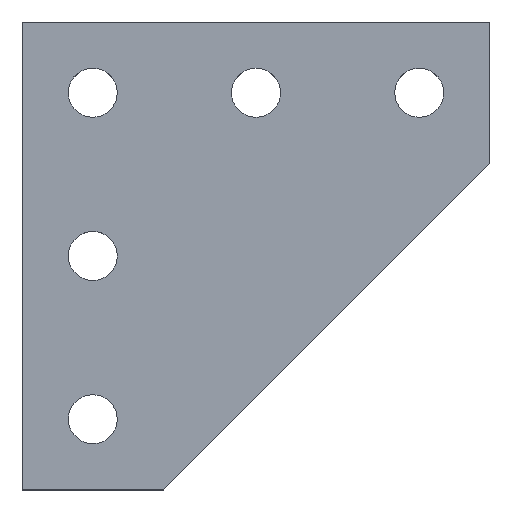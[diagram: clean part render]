
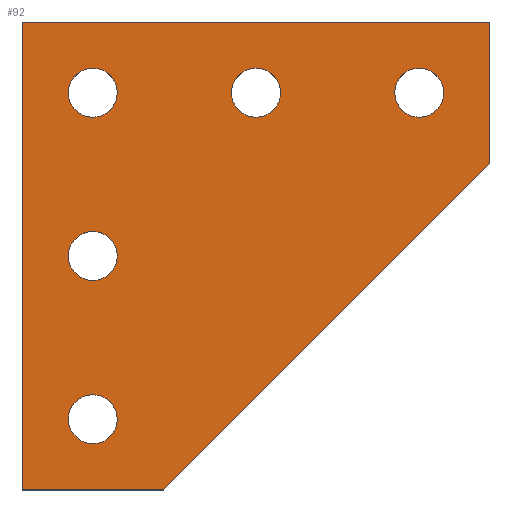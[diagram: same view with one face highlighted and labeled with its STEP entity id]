
A CAD part, top view. The second image highlights one B-rep face of the part: STEP entity #92.
In plain terms, the highlighted planar face has unit normal (0, 0, 1).
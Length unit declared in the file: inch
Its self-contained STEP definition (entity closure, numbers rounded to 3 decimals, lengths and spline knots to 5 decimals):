
#92=ADVANCED_FACE('',(#176,#177,#178,#179,#180,#181),#182,.T.);
#176=FACE_BOUND('',#270,.T.);
#177=FACE_BOUND('',#271,.T.);
#178=FACE_BOUND('',#272,.T.);
#179=FACE_BOUND('',#273,.T.);
#180=FACE_BOUND('',#274,.T.);
#181=FACE_OUTER_BOUND('',#275,.T.);
#182=PLANE('',#276);
#270=EDGE_LOOP('',(#424,#425));
#271=EDGE_LOOP('',(#426,#427));
#272=EDGE_LOOP('',(#428,#429));
#273=EDGE_LOOP('',(#430,#431));
#274=EDGE_LOOP('',(#432,#433));
#275=EDGE_LOOP('',(#434,#435,#436,#437,#438));
#276=AXIS2_PLACEMENT_3D('',#439,#440,#441);
#424=ORIENTED_EDGE('',*,*,#469,.F.);
#425=ORIENTED_EDGE('',*,*,#522,.F.);
#426=ORIENTED_EDGE('',*,*,#484,.F.);
#427=ORIENTED_EDGE('',*,*,#520,.F.);
#428=ORIENTED_EDGE('',*,*,#510,.F.);
#429=ORIENTED_EDGE('',*,*,#506,.F.);
#430=ORIENTED_EDGE('',*,*,#508,.F.);
#431=ORIENTED_EDGE('',*,*,#476,.F.);
#432=ORIENTED_EDGE('',*,*,#518,.F.);
#433=ORIENTED_EDGE('',*,*,#516,.F.);
#434=ORIENTED_EDGE('',*,*,#478,.F.);
#435=ORIENTED_EDGE('',*,*,#523,.F.);
#436=ORIENTED_EDGE('',*,*,#524,.F.);
#437=ORIENTED_EDGE('',*,*,#500,.F.);
#438=ORIENTED_EDGE('',*,*,#512,.F.);
#439=CARTESIAN_POINT('',(2.23079,-2.23079,0.25));
#440=DIRECTION('',(0.0,0.0,1.0));
#441=DIRECTION('',(1.0,0.0,0.0));
#469=EDGE_CURVE('',#532,#534,#535,.T.);
#476=EDGE_CURVE('',#545,#541,#547,.T.);
#478=EDGE_CURVE('',#549,#550,#551,.T.);
#484=EDGE_CURVE('',#559,#561,#562,.T.);
#500=EDGE_CURVE('',#586,#587,#588,.T.);
#506=EDGE_CURVE('',#594,#592,#596,.T.);
#508=EDGE_CURVE('',#541,#545,#598,.T.);
#510=EDGE_CURVE('',#592,#594,#600,.T.);
#512=EDGE_CURVE('',#550,#586,#602,.T.);
#516=EDGE_CURVE('',#606,#604,#608,.T.);
#518=EDGE_CURVE('',#604,#606,#610,.T.);
#520=EDGE_CURVE('',#561,#559,#612,.T.);
#522=EDGE_CURVE('',#534,#532,#614,.T.);
#523=EDGE_CURVE('',#615,#549,#616,.T.);
#524=EDGE_CURVE('',#587,#615,#617,.T.);
#532=VERTEX_POINT('',#625);
#534=VERTEX_POINT('',#628);
#535=CIRCLE('',#629,0.28125);
#541=VERTEX_POINT('',#636);
#545=VERTEX_POINT('',#641);
#547=CIRCLE('',#644,0.28125);
#549=VERTEX_POINT('',#646);
#550=VERTEX_POINT('',#647);
#551=LINE('',#648,#649);
#559=VERTEX_POINT('',#660);
#561=VERTEX_POINT('',#663);
#562=CIRCLE('',#664,0.28125);
#586=VERTEX_POINT('',#693);
#587=VERTEX_POINT('',#694);
#588=LINE('',#695,#696);
#592=VERTEX_POINT('',#702);
#594=VERTEX_POINT('',#705);
#596=CIRCLE('',#708,0.28125);
#598=CIRCLE('',#710,0.28125);
#600=CIRCLE('',#712,0.28125);
#602=LINE('',#714,#715);
#604=VERTEX_POINT('',#717);
#606=VERTEX_POINT('',#720);
#608=CIRCLE('',#723,0.28125);
#610=CIRCLE('',#725,0.28125);
#612=CIRCLE('',#727,0.28125);
#614=CIRCLE('',#729,0.28125);
#615=VERTEX_POINT('',#730);
#616=LINE('',#731,#732);
#617=LINE('',#733,#734);
#625=CARTESIAN_POINT('',(1.09375,-4.5625,0.25));
#628=CARTESIAN_POINT('',(0.53125,-4.5625,0.25));
#629=AXIS2_PLACEMENT_3D('',#742,#743,#744);
#636=CARTESIAN_POINT('',(2.96875,-0.8125,0.25));
#641=CARTESIAN_POINT('',(2.40625,-0.8125,0.25));
#644=AXIS2_PLACEMENT_3D('',#754,#755,#756);
#646=CARTESIAN_POINT('',(5.375,-1.625,0.25));
#647=CARTESIAN_POINT('',(1.625,-5.375,0.25));
#648=CARTESIAN_POINT('',(5.375,-1.625,0.25));
#649=VECTOR('',#757,1.0);
#660=CARTESIAN_POINT('',(1.09375,-0.8125,0.25));
#663=CARTESIAN_POINT('',(0.53125,-0.8125,0.25));
#664=AXIS2_PLACEMENT_3D('',#762,#763,#764);
#693=CARTESIAN_POINT('',(0.,-5.375,0.25));
#694=CARTESIAN_POINT('',(0.0,0.0,0.25));
#695=CARTESIAN_POINT('',(0.,-5.375,0.25));
#696=VECTOR('',#794,1.0);
#702=CARTESIAN_POINT('',(1.09375,-2.6875,0.25));
#705=CARTESIAN_POINT('',(0.53125,-2.6875,0.25));
#708=AXIS2_PLACEMENT_3D('',#799,#800,#801);
#710=AXIS2_PLACEMENT_3D('',#802,#803,#804);
#712=AXIS2_PLACEMENT_3D('',#805,#806,#807);
#714=CARTESIAN_POINT('',(1.625,-5.375,0.25));
#715=VECTOR('',#808,1.0);
#717=CARTESIAN_POINT('',(4.84375,-0.8125,0.25));
#720=CARTESIAN_POINT('',(4.28125,-0.8125,0.25));
#723=AXIS2_PLACEMENT_3D('',#811,#812,#813);
#725=AXIS2_PLACEMENT_3D('',#814,#815,#816);
#727=AXIS2_PLACEMENT_3D('',#817,#818,#819);
#729=AXIS2_PLACEMENT_3D('',#820,#821,#822);
#730=CARTESIAN_POINT('',(5.375,0.0,0.25));
#731=CARTESIAN_POINT('',(5.375,0.0,0.25));
#732=VECTOR('',#823,1.0);
#733=CARTESIAN_POINT('',(0.0,0.0,0.25));
#734=VECTOR('',#824,1.0);
#742=CARTESIAN_POINT('',(0.8125,-4.5625,0.25));
#743=DIRECTION('',(0.0,0.0,1.0));
#744=DIRECTION('',(1.0,0.0,0.0));
#754=CARTESIAN_POINT('',(2.6875,-0.8125,0.25));
#755=DIRECTION('',(0.0,0.0,1.0));
#756=DIRECTION('',(1.0,0.0,0.0));
#757=DIRECTION('',(-0.707,-0.707,0.0));
#762=CARTESIAN_POINT('',(0.8125,-0.8125,0.25));
#763=DIRECTION('',(0.0,0.0,1.0));
#764=DIRECTION('',(1.0,0.0,0.0));
#794=DIRECTION('',(0.,1.0,0.0));
#799=CARTESIAN_POINT('',(0.8125,-2.6875,0.25));
#800=DIRECTION('',(0.0,0.0,1.0));
#801=DIRECTION('',(1.0,0.0,0.0));
#802=CARTESIAN_POINT('',(2.6875,-0.8125,0.25));
#803=DIRECTION('',(0.0,0.0,1.0));
#804=DIRECTION('',(1.0,0.0,0.0));
#805=CARTESIAN_POINT('',(0.8125,-2.6875,0.25));
#806=DIRECTION('',(0.0,0.0,1.0));
#807=DIRECTION('',(1.0,0.0,0.0));
#808=DIRECTION('',(-1.0,0.,0.0));
#811=CARTESIAN_POINT('',(4.5625,-0.8125,0.25));
#812=DIRECTION('',(0.0,0.0,1.0));
#813=DIRECTION('',(1.0,0.0,0.0));
#814=CARTESIAN_POINT('',(4.5625,-0.8125,0.25));
#815=DIRECTION('',(0.0,0.0,1.0));
#816=DIRECTION('',(1.0,0.0,0.0));
#817=CARTESIAN_POINT('',(0.8125,-0.8125,0.25));
#818=DIRECTION('',(0.0,0.0,1.0));
#819=DIRECTION('',(1.0,0.0,0.0));
#820=CARTESIAN_POINT('',(0.8125,-4.5625,0.25));
#821=DIRECTION('',(0.0,0.0,1.0));
#822=DIRECTION('',(1.0,0.0,0.0));
#823=DIRECTION('',(0.,-1.0,0.0));
#824=DIRECTION('',(1.0,0.0,0.0));
